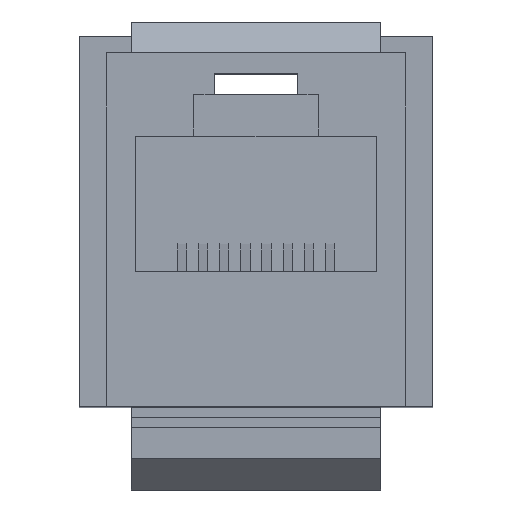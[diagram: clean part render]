
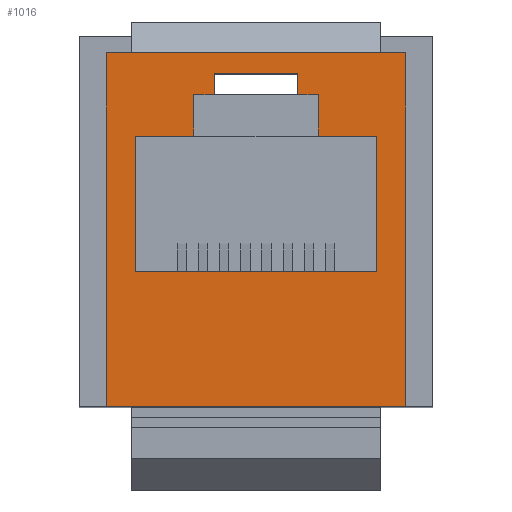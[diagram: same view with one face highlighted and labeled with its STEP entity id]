
A CAD part, top view. The second image highlights one B-rep face of the part: STEP entity #1016.
In plain terms, the highlighted planar face has unit normal (0, 0, 1).
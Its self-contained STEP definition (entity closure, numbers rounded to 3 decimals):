
#761 = VERTEX_POINT('',#762);
#762 = CARTESIAN_POINT('',(7.2,-8.5,0.));
#770 = VERTEX_POINT('',#771);
#771 = CARTESIAN_POINT('',(-7.2,-8.5,0.));
#777 = EDGE_CURVE('',#770,#761,#778,.T.);
#778 = LINE('',#779,#780);
#779 = CARTESIAN_POINT('',(-7.2,-8.5,0.));
#780 = VECTOR('',#781,1.);
#781 = DIRECTION('',(1.,0.,0.));
#924 = VERTEX_POINT('',#925);
#925 = CARTESIAN_POINT('',(7.2,8.5,0.));
#931 = EDGE_CURVE('',#761,#924,#932,.T.);
#932 = LINE('',#933,#934);
#933 = CARTESIAN_POINT('',(7.2,-8.5,0.));
#934 = VECTOR('',#935,1.);
#935 = DIRECTION('',(0.,1.,0.));
#948 = VERTEX_POINT('',#949);
#949 = CARTESIAN_POINT('',(-7.2,8.5,0.));
#955 = EDGE_CURVE('',#948,#924,#956,.T.);
#956 = LINE('',#957,#958);
#957 = CARTESIAN_POINT('',(-7.2,8.5,0.));
#958 = VECTOR('',#959,1.);
#959 = DIRECTION('',(1.,0.,0.));
#1006 = EDGE_CURVE('',#770,#948,#1007,.T.);
#1007 = LINE('',#1008,#1009);
#1008 = CARTESIAN_POINT('',(-7.2,-8.5,0.));
#1009 = VECTOR('',#1010,1.);
#1010 = DIRECTION('',(0.,1.,0.));
#1016 = ADVANCED_FACE('',(#1017,#1023),#1121,.T.);
#1017 = FACE_BOUND('',#1018,.T.);
#1018 = EDGE_LOOP('',(#1019,#1020,#1021,#1022));
#1019 = ORIENTED_EDGE('',*,*,#1006,.F.);
#1020 = ORIENTED_EDGE('',*,*,#777,.T.);
#1021 = ORIENTED_EDGE('',*,*,#931,.T.);
#1022 = ORIENTED_EDGE('',*,*,#955,.F.);
#1023 = FACE_BOUND('',#1024,.T.);
#1024 = EDGE_LOOP('',(#1025,#1035,#1043,#1051,#1059,#1067,#1075,#1083,
    #1091,#1099,#1107,#1115));
#1025 = ORIENTED_EDGE('',*,*,#1026,.F.);
#1026 = EDGE_CURVE('',#1027,#1029,#1031,.T.);
#1027 = VERTEX_POINT('',#1028);
#1028 = CARTESIAN_POINT('',(-2.,6.5,0.));
#1029 = VERTEX_POINT('',#1030);
#1030 = CARTESIAN_POINT('',(-3.,6.5,0.));
#1031 = LINE('',#1032,#1033);
#1032 = CARTESIAN_POINT('',(-5.1,6.5,0.));
#1033 = VECTOR('',#1034,1.);
#1034 = DIRECTION('',(-1.,0.,0.));
#1035 = ORIENTED_EDGE('',*,*,#1036,.T.);
#1036 = EDGE_CURVE('',#1027,#1037,#1039,.T.);
#1037 = VERTEX_POINT('',#1038);
#1038 = CARTESIAN_POINT('',(-2.,7.5,0.));
#1039 = LINE('',#1040,#1041);
#1040 = CARTESIAN_POINT('',(-2.,-1.5,0.));
#1041 = VECTOR('',#1042,1.);
#1042 = DIRECTION('',(0.,1.,0.));
#1043 = ORIENTED_EDGE('',*,*,#1044,.F.);
#1044 = EDGE_CURVE('',#1045,#1037,#1047,.T.);
#1045 = VERTEX_POINT('',#1046);
#1046 = CARTESIAN_POINT('',(2.,7.5,0.));
#1047 = LINE('',#1048,#1049);
#1048 = CARTESIAN_POINT('',(-4.6,7.5,0.));
#1049 = VECTOR('',#1050,1.);
#1050 = DIRECTION('',(-1.,0.,0.));
#1051 = ORIENTED_EDGE('',*,*,#1052,.F.);
#1052 = EDGE_CURVE('',#1053,#1045,#1055,.T.);
#1053 = VERTEX_POINT('',#1054);
#1054 = CARTESIAN_POINT('',(2.,6.5,0.));
#1055 = LINE('',#1056,#1057);
#1056 = CARTESIAN_POINT('',(2.,-1.5,0.));
#1057 = VECTOR('',#1058,1.);
#1058 = DIRECTION('',(0.,1.,0.));
#1059 = ORIENTED_EDGE('',*,*,#1060,.F.);
#1060 = EDGE_CURVE('',#1061,#1053,#1063,.T.);
#1061 = VERTEX_POINT('',#1062);
#1062 = CARTESIAN_POINT('',(3.,6.5,0.));
#1063 = LINE('',#1064,#1065);
#1064 = CARTESIAN_POINT('',(-5.1,6.5,0.));
#1065 = VECTOR('',#1066,1.);
#1066 = DIRECTION('',(-1.,0.,0.));
#1067 = ORIENTED_EDGE('',*,*,#1068,.F.);
#1068 = EDGE_CURVE('',#1069,#1061,#1071,.T.);
#1069 = VERTEX_POINT('',#1070);
#1070 = CARTESIAN_POINT('',(3.,4.5,0.));
#1071 = LINE('',#1072,#1073);
#1072 = CARTESIAN_POINT('',(3.,-2.,0.));
#1073 = VECTOR('',#1074,1.);
#1074 = DIRECTION('',(0.,1.,0.));
#1075 = ORIENTED_EDGE('',*,*,#1076,.F.);
#1076 = EDGE_CURVE('',#1077,#1069,#1079,.T.);
#1077 = VERTEX_POINT('',#1078);
#1078 = CARTESIAN_POINT('',(5.8,4.5,0.));
#1079 = LINE('',#1080,#1081);
#1080 = CARTESIAN_POINT('',(-6.5,4.5,0.));
#1081 = VECTOR('',#1082,1.);
#1082 = DIRECTION('',(-1.,0.,0.));
#1083 = ORIENTED_EDGE('',*,*,#1084,.F.);
#1084 = EDGE_CURVE('',#1085,#1077,#1087,.T.);
#1085 = VERTEX_POINT('',#1086);
#1086 = CARTESIAN_POINT('',(5.8,-2.,0.));
#1087 = LINE('',#1088,#1089);
#1088 = CARTESIAN_POINT('',(5.8,-5.25,0.));
#1089 = VECTOR('',#1090,1.);
#1090 = DIRECTION('',(0.,1.,0.));
#1091 = ORIENTED_EDGE('',*,*,#1092,.T.);
#1092 = EDGE_CURVE('',#1085,#1093,#1095,.T.);
#1093 = VERTEX_POINT('',#1094);
#1094 = CARTESIAN_POINT('',(-5.8,-2.,0.));
#1095 = LINE('',#1096,#1097);
#1096 = CARTESIAN_POINT('',(-6.5,-2.,0.));
#1097 = VECTOR('',#1098,1.);
#1098 = DIRECTION('',(-1.,0.,0.));
#1099 = ORIENTED_EDGE('',*,*,#1100,.T.);
#1100 = EDGE_CURVE('',#1093,#1101,#1103,.T.);
#1101 = VERTEX_POINT('',#1102);
#1102 = CARTESIAN_POINT('',(-5.8,4.5,0.));
#1103 = LINE('',#1104,#1105);
#1104 = CARTESIAN_POINT('',(-5.8,-5.25,0.));
#1105 = VECTOR('',#1106,1.);
#1106 = DIRECTION('',(0.,1.,0.));
#1107 = ORIENTED_EDGE('',*,*,#1108,.F.);
#1108 = EDGE_CURVE('',#1109,#1101,#1111,.T.);
#1109 = VERTEX_POINT('',#1110);
#1110 = CARTESIAN_POINT('',(-3.,4.5,0.));
#1111 = LINE('',#1112,#1113);
#1112 = CARTESIAN_POINT('',(-6.5,4.5,0.));
#1113 = VECTOR('',#1114,1.);
#1114 = DIRECTION('',(-1.,0.,0.));
#1115 = ORIENTED_EDGE('',*,*,#1116,.T.);
#1116 = EDGE_CURVE('',#1109,#1029,#1117,.T.);
#1117 = LINE('',#1118,#1119);
#1118 = CARTESIAN_POINT('',(-3.,-2.,0.));
#1119 = VECTOR('',#1120,1.);
#1120 = DIRECTION('',(0.,1.,0.));
#1121 = PLANE('',#1122);
#1122 = AXIS2_PLACEMENT_3D('',#1123,#1124,#1125);
#1123 = CARTESIAN_POINT('',(-7.2,-8.5,0.));
#1124 = DIRECTION('',(0.,0.,1.));
#1125 = DIRECTION('',(1.,0.,0.));
